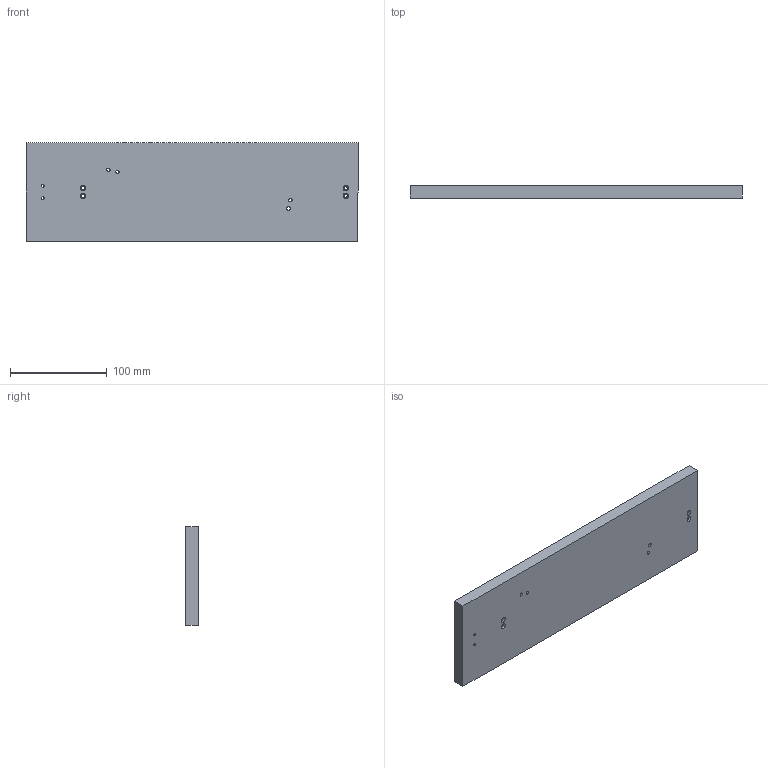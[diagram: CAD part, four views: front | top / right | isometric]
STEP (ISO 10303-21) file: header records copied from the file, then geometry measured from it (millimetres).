
FILE_DESCRIPTION (( 'STEP AP203' ), '1' );
FILE_NAME ('D0902535-v2_aLIGO_SUS_HSTS_BASE PLATE, HSTS INTERMEDIATE WIRE JIG.STEP', '2010-09-02T14:11:19', ( 'Dwayne Giardina' ), ( 'CA Institute of Technology' ), 'SwSTEP 2.0', 'SolidWorks 2010', '' );
FILE_SCHEMA (( 'CONFIG_CONTROL_DESIGN' ));
Length unit declared in the file: inch
Products named in the file (1): D0902535-v2_aLIGO_SUS_HSTS_BASE PLATE, HSTS INTERMEDIATE WIRE JIG
Bounding box: 343 x 12.7 x 101.6 mm (x, y, z)
Volume: 439970.4 mm3; surface area: 82420.7 mm2
Topology: 1 solids, 1 shells, 64 faces, 170 edges, 110 vertices
Faces by surface type: cylinder 40, plane 20, cone 4
Entity records: 2117 total; most frequent: DIRECTION 380, CARTESIAN_POINT 341, ORIENTED_EDGE 332, EDGE_CURVE 166, AXIS2_PLACEMENT_3D 149, VERTEX_POINT 110, EDGE_LOOP 90, CIRCLE 84
